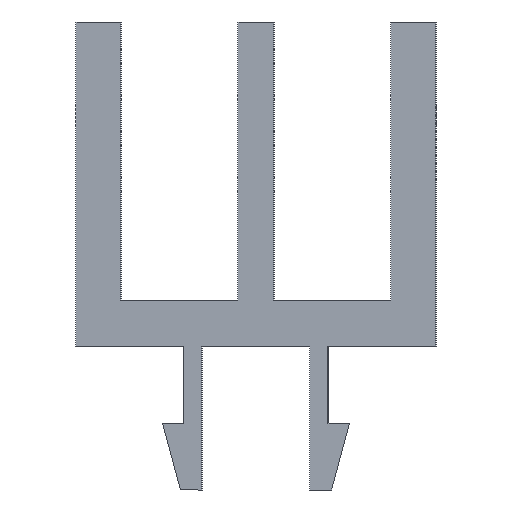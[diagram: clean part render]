
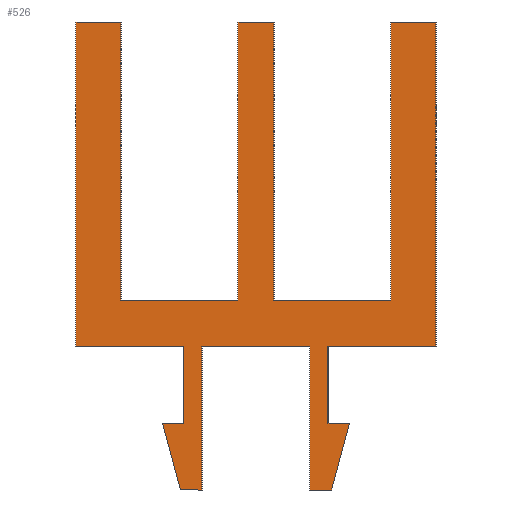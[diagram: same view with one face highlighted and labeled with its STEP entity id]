
A CAD part, left-side view. The second image highlights one B-rep face of the part: STEP entity #526.
In plain terms, the highlighted planar face has unit normal (-1, 0, 0).
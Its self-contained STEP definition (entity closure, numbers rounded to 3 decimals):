
#40=FACE_OUTER_BOUND('',#66,.T.);
#66=EDGE_LOOP('',(#451,#452,#453,#454,#455,#456,#457,#458,#459,#460,#461,
#462,#463,#464,#465,#466,#467,#468,#469,#470,#471,#472,#473,#474));
#67=LINE('',#697,#139);
#71=LINE('',#705,#143);
#74=LINE('',#711,#146);
#77=LINE('',#717,#149);
#80=LINE('',#723,#152);
#83=LINE('',#729,#155);
#86=LINE('',#735,#158);
#89=LINE('',#741,#161);
#92=LINE('',#747,#164);
#95=LINE('',#753,#167);
#98=LINE('',#759,#170);
#101=LINE('',#765,#173);
#104=LINE('',#771,#176);
#107=LINE('',#777,#179);
#110=LINE('',#783,#182);
#113=LINE('',#789,#185);
#116=LINE('',#795,#188);
#119=LINE('',#801,#191);
#122=LINE('',#807,#194);
#125=LINE('',#813,#197);
#128=LINE('',#819,#200);
#131=LINE('',#825,#203);
#134=LINE('',#831,#206);
#137=LINE('',#836,#209);
#139=VECTOR('',#571,1000.);
#143=VECTOR('',#577,1000.);
#146=VECTOR('',#582,1000.);
#149=VECTOR('',#587,1000.);
#152=VECTOR('',#592,1000.);
#155=VECTOR('',#597,1000.);
#158=VECTOR('',#602,1000.);
#161=VECTOR('',#607,1000.);
#164=VECTOR('',#612,1000.);
#167=VECTOR('',#617,1000.);
#170=VECTOR('',#622,1000.);
#173=VECTOR('',#627,1000.);
#176=VECTOR('',#632,1000.);
#179=VECTOR('',#637,1000.);
#182=VECTOR('',#642,1000.);
#185=VECTOR('',#647,1000.);
#188=VECTOR('',#652,1000.);
#191=VECTOR('',#657,1000.);
#194=VECTOR('',#662,1000.);
#197=VECTOR('',#667,1000.);
#200=VECTOR('',#672,1000.);
#203=VECTOR('',#677,1000.);
#206=VECTOR('',#682,1000.);
#209=VECTOR('',#687,1000.);
#211=VERTEX_POINT('',#695);
#212=VERTEX_POINT('',#696);
#215=VERTEX_POINT('',#704);
#217=VERTEX_POINT('',#710);
#219=VERTEX_POINT('',#716);
#221=VERTEX_POINT('',#722);
#223=VERTEX_POINT('',#728);
#225=VERTEX_POINT('',#734);
#227=VERTEX_POINT('',#740);
#229=VERTEX_POINT('',#746);
#231=VERTEX_POINT('',#752);
#233=VERTEX_POINT('',#758);
#235=VERTEX_POINT('',#764);
#237=VERTEX_POINT('',#770);
#239=VERTEX_POINT('',#776);
#241=VERTEX_POINT('',#782);
#243=VERTEX_POINT('',#788);
#245=VERTEX_POINT('',#794);
#247=VERTEX_POINT('',#800);
#249=VERTEX_POINT('',#806);
#251=VERTEX_POINT('',#812);
#253=VERTEX_POINT('',#818);
#255=VERTEX_POINT('',#824);
#257=VERTEX_POINT('',#830);
#259=EDGE_CURVE('',#211,#212,#67,.T.);
#263=EDGE_CURVE('',#212,#215,#71,.T.);
#266=EDGE_CURVE('',#215,#217,#74,.T.);
#269=EDGE_CURVE('',#217,#219,#77,.T.);
#272=EDGE_CURVE('',#219,#221,#80,.T.);
#275=EDGE_CURVE('',#221,#223,#83,.T.);
#278=EDGE_CURVE('',#223,#225,#86,.T.);
#281=EDGE_CURVE('',#225,#227,#89,.T.);
#284=EDGE_CURVE('',#227,#229,#92,.T.);
#287=EDGE_CURVE('',#229,#231,#95,.T.);
#290=EDGE_CURVE('',#231,#233,#98,.T.);
#293=EDGE_CURVE('',#233,#235,#101,.T.);
#296=EDGE_CURVE('',#235,#237,#104,.T.);
#299=EDGE_CURVE('',#237,#239,#107,.T.);
#302=EDGE_CURVE('',#239,#241,#110,.T.);
#305=EDGE_CURVE('',#241,#243,#113,.T.);
#308=EDGE_CURVE('',#243,#245,#116,.T.);
#311=EDGE_CURVE('',#245,#247,#119,.T.);
#314=EDGE_CURVE('',#247,#249,#122,.T.);
#317=EDGE_CURVE('',#249,#251,#125,.T.);
#320=EDGE_CURVE('',#251,#253,#128,.T.);
#323=EDGE_CURVE('',#253,#255,#131,.T.);
#326=EDGE_CURVE('',#255,#257,#134,.T.);
#329=EDGE_CURVE('',#257,#211,#137,.T.);
#451=ORIENTED_EDGE('',*,*,#259,.F.);
#452=ORIENTED_EDGE('',*,*,#329,.F.);
#453=ORIENTED_EDGE('',*,*,#326,.F.);
#454=ORIENTED_EDGE('',*,*,#323,.F.);
#455=ORIENTED_EDGE('',*,*,#320,.F.);
#456=ORIENTED_EDGE('',*,*,#317,.F.);
#457=ORIENTED_EDGE('',*,*,#314,.F.);
#458=ORIENTED_EDGE('',*,*,#311,.F.);
#459=ORIENTED_EDGE('',*,*,#308,.F.);
#460=ORIENTED_EDGE('',*,*,#305,.F.);
#461=ORIENTED_EDGE('',*,*,#302,.F.);
#462=ORIENTED_EDGE('',*,*,#299,.F.);
#463=ORIENTED_EDGE('',*,*,#296,.F.);
#464=ORIENTED_EDGE('',*,*,#293,.F.);
#465=ORIENTED_EDGE('',*,*,#290,.F.);
#466=ORIENTED_EDGE('',*,*,#287,.F.);
#467=ORIENTED_EDGE('',*,*,#284,.F.);
#468=ORIENTED_EDGE('',*,*,#281,.F.);
#469=ORIENTED_EDGE('',*,*,#278,.F.);
#470=ORIENTED_EDGE('',*,*,#275,.F.);
#471=ORIENTED_EDGE('',*,*,#272,.F.);
#472=ORIENTED_EDGE('',*,*,#269,.F.);
#473=ORIENTED_EDGE('',*,*,#266,.F.);
#474=ORIENTED_EDGE('',*,*,#263,.F.);
#500=PLANE('',#566);
#526=ADVANCED_FACE('',(#40),#500,.T.);
#566=AXIS2_PLACEMENT_3D('',#839,#691,#692);
#571=DIRECTION('',(0.,1.,0.));
#577=DIRECTION('',(0.,0.,-1.));
#582=DIRECTION('',(0.,1.,0.));
#587=DIRECTION('',(0.,0.259,0.966));
#592=DIRECTION('',(0.,-1.,0.));
#597=DIRECTION('',(0.,0.,1.));
#602=DIRECTION('',(0.,1.,0.));
#607=DIRECTION('',(0.,0.,1.));
#612=DIRECTION('',(0.,-1.,0.));
#617=DIRECTION('',(0.,0.,-1.));
#622=DIRECTION('',(0.,-1.,0.));
#627=DIRECTION('',(0.,0.,1.));
#632=DIRECTION('',(0.,-1.,0.));
#637=DIRECTION('',(0.,0.,-1.));
#642=DIRECTION('',(0.,-1.,0.));
#647=DIRECTION('',(0.,0.,1.));
#652=DIRECTION('',(0.,-1.,0.));
#657=DIRECTION('',(0.,0.,-1.));
#662=DIRECTION('',(0.,1.,0.));
#667=DIRECTION('',(0.,0.,-1.));
#672=DIRECTION('',(0.,-1.,0.));
#677=DIRECTION('',(0.,0.259,-0.966));
#682=DIRECTION('',(0.,1.,0.));
#687=DIRECTION('',(0.,0.,1.));
#691=DIRECTION('center_axis',(-1.,0.,0.));
#692=DIRECTION('ref_axis',(0.,0.,1.));
#695=CARTESIAN_POINT('',(0.,-3.,0.));
#696=CARTESIAN_POINT('',(0.,3.,0.));
#697=CARTESIAN_POINT('',(0.,-3.,0.));
#704=CARTESIAN_POINT('',(0.,3.,-8.));
#705=CARTESIAN_POINT('',(0.,3.,0.));
#710=CARTESIAN_POINT('',(0.,4.2,-8.));
#711=CARTESIAN_POINT('',(0.,3.,-8.));
#716=CARTESIAN_POINT('',(0.,5.191,-4.3));
#717=CARTESIAN_POINT('',(0.,4.2,-8.));
#722=CARTESIAN_POINT('',(0.,4.,-4.3));
#723=CARTESIAN_POINT('',(0.,5.191,-4.3));
#728=CARTESIAN_POINT('',(0.,4.,0.));
#729=CARTESIAN_POINT('',(0.,4.,-4.3));
#734=CARTESIAN_POINT('',(0.,10.,0.));
#735=CARTESIAN_POINT('',(0.,4.,0.));
#740=CARTESIAN_POINT('',(0.,10.,18.));
#741=CARTESIAN_POINT('',(0.,10.,0.));
#746=CARTESIAN_POINT('',(0.,7.5,18.));
#747=CARTESIAN_POINT('',(0.,10.,18.));
#752=CARTESIAN_POINT('',(0.,7.5,2.5));
#753=CARTESIAN_POINT('',(0.,7.5,18.));
#758=CARTESIAN_POINT('',(0.,1.,2.5));
#759=CARTESIAN_POINT('',(0.,7.5,2.5));
#764=CARTESIAN_POINT('',(0.,1.,18.));
#765=CARTESIAN_POINT('',(0.,1.,18.));
#770=CARTESIAN_POINT('',(0.,-1.,18.));
#771=CARTESIAN_POINT('',(0.,-1.,18.));
#776=CARTESIAN_POINT('',(0.,-1.,2.5));
#777=CARTESIAN_POINT('',(0.,-1.,2.5));
#782=CARTESIAN_POINT('',(0.,-7.5,2.5));
#783=CARTESIAN_POINT('',(0.,-7.5,2.5));
#788=CARTESIAN_POINT('',(0.,-7.5,18.));
#789=CARTESIAN_POINT('',(0.,-7.5,18.));
#794=CARTESIAN_POINT('',(0.,-10.,18.));
#795=CARTESIAN_POINT('',(0.,-10.,18.));
#800=CARTESIAN_POINT('',(0.,-10.,0.));
#801=CARTESIAN_POINT('',(0.,-10.,0.));
#806=CARTESIAN_POINT('',(0.,-4.,0.));
#807=CARTESIAN_POINT('',(0.,-4.,0.));
#812=CARTESIAN_POINT('',(0.,-4.,-4.3));
#813=CARTESIAN_POINT('',(0.,-4.,-4.3));
#818=CARTESIAN_POINT('',(0.,-5.191,-4.3));
#819=CARTESIAN_POINT('',(0.,-5.191,-4.3));
#824=CARTESIAN_POINT('',(0.,-4.2,-8.));
#825=CARTESIAN_POINT('',(0.,-4.2,-8.));
#830=CARTESIAN_POINT('',(0.,-3.,-8.));
#831=CARTESIAN_POINT('',(0.,-3.,-8.));
#836=CARTESIAN_POINT('',(0.,-3.,0.));
#839=CARTESIAN_POINT('Origin',(0.,3.,0.));
